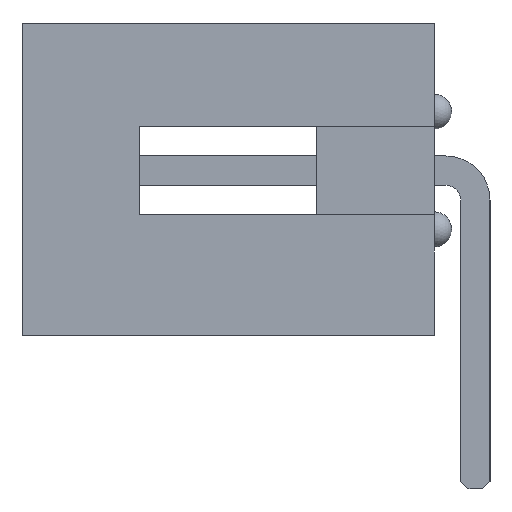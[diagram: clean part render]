
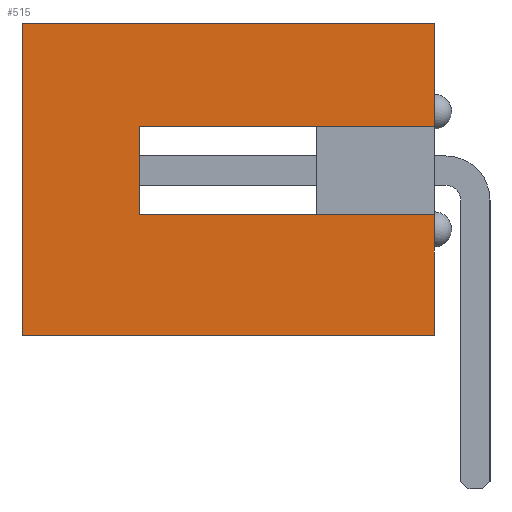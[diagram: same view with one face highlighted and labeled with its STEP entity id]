
A CAD part, left-side view. The second image highlights one B-rep face of the part: STEP entity #515.
In plain terms, the highlighted planar face has unit normal (-1, 0, 0).
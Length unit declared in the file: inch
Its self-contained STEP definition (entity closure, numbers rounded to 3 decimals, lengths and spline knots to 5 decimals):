
#515 = ADVANCED_FACE( '', ( #1093 ), #1094, .F. );
#1093 = FACE_OUTER_BOUND( '', #1745, .T. );
#1094 = PLANE( '', #1746 );
#1745 = EDGE_LOOP( '', ( #3180, #3181, #3182, #3183, #3184, #3185, #3186, #3187 ) );
#1746 = AXIS2_PLACEMENT_3D( '', #3188, #3189, #3190 );
#3180 = ORIENTED_EDGE( '', *, *, #4621, .F. );
#3181 = ORIENTED_EDGE( '', *, *, #4318, .F. );
#3182 = ORIENTED_EDGE( '', *, *, #4685, .F. );
#3183 = ORIENTED_EDGE( '', *, *, #4725, .F. );
#3184 = ORIENTED_EDGE( '', *, *, #4726, .T. );
#3185 = ORIENTED_EDGE( '', *, *, #4297, .T. );
#3186 = ORIENTED_EDGE( '', *, *, #4682, .F. );
#3187 = ORIENTED_EDGE( '', *, *, #4303, .F. );
#3188 = CARTESIAN_POINT( '', ( -0.575, 0., 0. ) );
#3189 = DIRECTION( '', ( 1., 0., 0. ) );
#3190 = DIRECTION( '', ( 0., 0., -1. ) );
#4297 = EDGE_CURVE( '', #5261, #5259, #5262, .T. );
#4303 = EDGE_CURVE( '', #5268, #5270, #5271, .T. );
#4318 = EDGE_CURVE( '', #5295, #5297, #5298, .T. );
#4621 = EDGE_CURVE( '', #5297, #5268, #5787, .T. );
#4682 = EDGE_CURVE( '', #5270, #5259, #5877, .T. );
#4685 = EDGE_CURVE( '', #5880, #5295, #5882, .T. );
#4725 = EDGE_CURVE( '', #5926, #5880, #5927, .T. );
#4726 = EDGE_CURVE( '', #5926, #5261, #5928, .T. );
#5259 = VERTEX_POINT( '', #6614 );
#5261 = VERTEX_POINT( '', #6617 );
#5262 = LINE( '', #6618, #6619 );
#5268 = VERTEX_POINT( '', #6628 );
#5270 = VERTEX_POINT( '', #6631 );
#5271 = LINE( '', #6632, #6633 );
#5295 = VERTEX_POINT( '', #6668 );
#5297 = VERTEX_POINT( '', #6671 );
#5298 = LINE( '', #6672, #6673 );
#5787 = LINE( '', #7406, #7407 );
#5877 = LINE( '', #7536, #7537 );
#5880 = VERTEX_POINT( '', #7541 );
#5882 = LINE( '', #7544, #7545 );
#5926 = VERTEX_POINT( '', #7612 );
#5927 = LINE( '', #7613, #7614 );
#5928 = LINE( '', #7615, #7616 );
#6614 = CARTESIAN_POINT( '', ( -0.575, 0., 0.0375 ) );
#6617 = CARTESIAN_POINT( '', ( -0.575, 0.25, 0.0375 ) );
#6618 = CARTESIAN_POINT( '', ( -0.575, 0.25, 0.0375 ) );
#6619 = VECTOR( '', #8105, 39.37008 );
#6628 = CARTESIAN_POINT( '', ( -0.575, 0.35, 0.125 ) );
#6631 = CARTESIAN_POINT( '', ( -0.575, 0., 0.125 ) );
#6632 = CARTESIAN_POINT( '', ( -0.575, 0.35, 0.125 ) );
#6633 = VECTOR( '', #8110, 39.37008 );
#6668 = CARTESIAN_POINT( '', ( -0.575, 0., -0.14 ) );
#6671 = CARTESIAN_POINT( '', ( -0.575, 0.35, -0.14 ) );
#6672 = CARTESIAN_POINT( '', ( -0.575, 0., -0.14 ) );
#6673 = VECTOR( '', #8123, 39.37008 );
#7406 = CARTESIAN_POINT( '', ( -0.575, 0.35, -0.14 ) );
#7407 = VECTOR( '', #8416, 39.37008 );
#7536 = CARTESIAN_POINT( '', ( -0.575, 0., 0.125 ) );
#7537 = VECTOR( '', #8477, 39.37008 );
#7541 = CARTESIAN_POINT( '', ( -0.575, 0., -0.0375 ) );
#7544 = CARTESIAN_POINT( '', ( -0.575, 0., 0.125 ) );
#7545 = VECTOR( '', #8480, 39.37008 );
#7612 = CARTESIAN_POINT( '', ( -0.575, 0.25, -0.0375 ) );
#7613 = CARTESIAN_POINT( '', ( -0.575, 0.25, -0.0375 ) );
#7614 = VECTOR( '', #8507, 39.37008 );
#7615 = CARTESIAN_POINT( '', ( -0.575, 0.25, 0. ) );
#7616 = VECTOR( '', #8508, 39.37008 );
#8105 = DIRECTION( '', ( 0., -1., 0. ) );
#8110 = DIRECTION( '', ( 0., -1., 0. ) );
#8123 = DIRECTION( '', ( 0., 1., 0. ) );
#8416 = DIRECTION( '', ( 0., 0., 1. ) );
#8477 = DIRECTION( '', ( 0., 0., -1. ) );
#8480 = DIRECTION( '', ( 0., 0., -1. ) );
#8507 = DIRECTION( '', ( 0., -1., 0. ) );
#8508 = DIRECTION( '', ( 0., 0., 1. ) );
